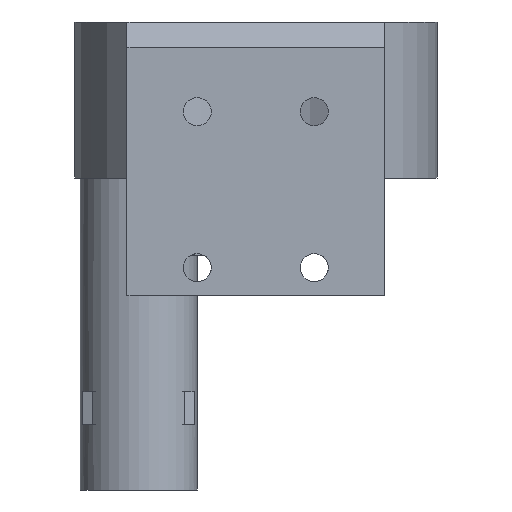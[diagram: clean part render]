
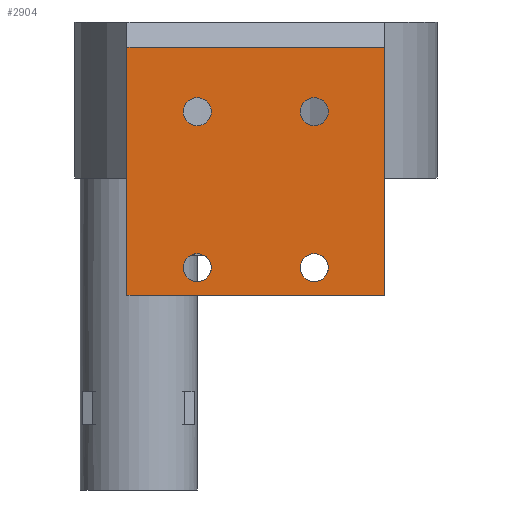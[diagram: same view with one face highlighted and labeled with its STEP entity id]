
A CAD part, front view. The second image highlights one B-rep face of the part: STEP entity #2904.
In plain terms, the highlighted planar face has unit normal (0, -1, 0).
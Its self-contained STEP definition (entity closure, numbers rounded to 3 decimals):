
#58 = ORIENTED_EDGE ( 'NONE', *, *, #2100, .F. ) ;
#59 = ORIENTED_EDGE ( 'NONE', *, *, #1998, .F. ) ;
#60 = ORIENTED_EDGE ( 'NONE', *, *, #2102, .F. ) ;
#61 = ORIENTED_EDGE ( 'NONE', *, *, #2021, .F. ) ;
#62 = ORIENTED_EDGE ( 'NONE', *, *, #2103, .T. ) ;
#63 = ORIENTED_EDGE ( 'NONE', *, *, #2010, .T. ) ;
#64 = ORIENTED_EDGE ( 'NONE', *, *, #2104, .T. ) ;
#65 = ORIENTED_EDGE ( 'NONE', *, *, #2037, .T. ) ;
#66 = ORIENTED_EDGE ( 'NONE', *, *, #1963, .T. ) ;
#67 = ORIENTED_EDGE ( 'NONE', *, *, #2106, .T. ) ;
#68 = ORIENTED_EDGE ( 'NONE', *, *, #333, .T. ) ;
#69 = ORIENTED_EDGE ( 'NONE', *, *, #2098, .T. ) ;
#333 = EDGE_CURVE ( 'NONE', #443, #546, #631, .T. ) ;
#392 = AXIS2_PLACEMENT_3D ( 'NONE', #1866, #1868, #1869 ) ;
#395 = AXIS2_PLACEMENT_3D ( 'NONE', #2017, #2018, #2020 ) ;
#396 = AXIS2_PLACEMENT_3D ( 'NONE', #2039, #2041, #2043 ) ;
#401 = AXIS2_PLACEMENT_3D ( 'NONE', #2177, #2178, #2179 ) ;
#437 = VERTEX_POINT ( 'NONE', #893 ) ;
#443 = VERTEX_POINT ( 'NONE', #903 ) ;
#452 = VERTEX_POINT ( 'NONE', #912 ) ;
#463 = VERTEX_POINT ( 'NONE', #923 ) ;
#473 = VERTEX_POINT ( 'NONE', #933 ) ;
#474 = VERTEX_POINT ( 'NONE', #934 ) ;
#492 = VERTEX_POINT ( 'NONE', #952 ) ;
#496 = VERTEX_POINT ( 'NONE', #956 ) ;
#533 = VERTEX_POINT ( 'NONE', #993 ) ;
#538 = VERTEX_POINT ( 'NONE', #998 ) ;
#546 = VERTEX_POINT ( 'NONE', #1006 ) ;
#572 = VERTEX_POINT ( 'NONE', #1032 ) ;
#631 = LINE ( 'NONE', #866, #639 ) ;
#639 = VECTOR ( 'NONE', #875, 1000. ) ;
#723 = EDGE_LOOP ( 'NONE', ( #60, #61 ) ) ;
#866 = CARTESIAN_POINT ( 'NONE',  ( -16.5, 0., -13.5 ) ) ;
#875 = DIRECTION ( 'NONE',  ( 0., 0., -1. ) ) ;
#893 = CARTESIAN_POINT ( 'NONE',  ( 7.5, 0., -8.2 ) ) ;
#903 = CARTESIAN_POINT ( 'NONE',  ( -16.5, 0., 18.248 ) ) ;
#912 = CARTESIAN_POINT ( 'NONE',  ( 7.5, 0., 11.8 ) ) ;
#923 = CARTESIAN_POINT ( 'NONE',  ( -7.5, 0., 11.8 ) ) ;
#933 = CARTESIAN_POINT ( 'NONE',  ( -7.5, 0., 8.2 ) ) ;
#934 = CARTESIAN_POINT ( 'NONE',  ( 7.5, 0., -11.8 ) ) ;
#952 = CARTESIAN_POINT ( 'NONE',  ( -7.5, 0., -11.8 ) ) ;
#956 = CARTESIAN_POINT ( 'NONE',  ( -7.5, 0., -8.2 ) ) ;
#993 = CARTESIAN_POINT ( 'NONE',  ( 16.5, 0., 18.248 ) ) ;
#998 = CARTESIAN_POINT ( 'NONE',  ( 7.5, 0., 8.2 ) ) ;
#1006 = CARTESIAN_POINT ( 'NONE',  ( -16.5, 0., -13.5 ) ) ;
#1032 = CARTESIAN_POINT ( 'NONE',  ( 16.5, 0., -13.5 ) ) ;
#1425 = LINE ( 'NONE', #1755, #1428 ) ;
#1428 = VECTOR ( 'NONE', #1756, 1000. ) ;
#1447 = CIRCLE ( 'NONE', #392, 1.8 ) ;
#1455 = CIRCLE ( 'NONE', #395, 1.8 ) ;
#1464 = CIRCLE ( 'NONE', #396, 1.8 ) ;
#1477 = CIRCLE ( 'NONE', #401, 1.8 ) ;
#1517 = LINE ( 'NONE', #2237, #1520 ) ;
#1519 = CIRCLE ( 'NONE', #2375, 1.8 ) ;
#1520 = VECTOR ( 'NONE', #2238, 1000. ) ;
#1521 = CIRCLE ( 'NONE', #2376, 1.8 ) ;
#1522 = CIRCLE ( 'NONE', #2377, 1.8 ) ;
#1523 = CIRCLE ( 'NONE', #2378, 1.8 ) ;
#1524 = LINE ( 'NONE', #2245, #1526 ) ;
#1526 = VECTOR ( 'NONE', #2246, 1000. ) ;
#1674 = FACE_OUTER_BOUND ( 'NONE', #2779, .T. ) ;
#1677 = FACE_BOUND ( 'NONE', #2806, .T. ) ;
#1678 = FACE_BOUND ( 'NONE', #2813, .T. ) ;
#1679 = FACE_BOUND ( 'NONE', #2799, .T. ) ;
#1680 = FACE_BOUND ( 'NONE', #723, .T. ) ;
#1755 = CARTESIAN_POINT ( 'NONE',  ( 16.5, 0., 21.5 ) ) ;
#1756 = DIRECTION ( 'NONE',  ( 0., 0., 1. ) ) ;
#1866 = CARTESIAN_POINT ( 'NONE',  ( -7.5, 0., -10. ) ) ;
#1868 = DIRECTION ( 'NONE',  ( 0., -1., 0. ) ) ;
#1869 = DIRECTION ( 'NONE',  ( 0., 0., -1. ) ) ;
#1963 = EDGE_CURVE ( 'NONE', #572, #533, #1425, .T. ) ;
#1998 = EDGE_CURVE ( 'NONE', #496, #492, #1447, .T. ) ;
#2010 = EDGE_CURVE ( 'NONE', #538, #452, #1455, .T. ) ;
#2017 = CARTESIAN_POINT ( 'NONE',  ( 7.5, 0., 10. ) ) ;
#2018 = DIRECTION ( 'NONE',  ( 0., 1., 0. ) ) ;
#2020 = DIRECTION ( 'NONE',  ( 0., 0., 1. ) ) ;
#2021 = EDGE_CURVE ( 'NONE', #437, #474, #1464, .T. ) ;
#2037 = EDGE_CURVE ( 'NONE', #473, #463, #1477, .T. ) ;
#2039 = CARTESIAN_POINT ( 'NONE',  ( 7.5, 0., -10. ) ) ;
#2041 = DIRECTION ( 'NONE',  ( 0., -1., 0. ) ) ;
#2043 = DIRECTION ( 'NONE',  ( 0., 0., -1. ) ) ;
#2098 = EDGE_CURVE ( 'NONE', #546, #572, #1517, .T. ) ;
#2100 = EDGE_CURVE ( 'NONE', #492, #496, #1519, .T. ) ;
#2102 = EDGE_CURVE ( 'NONE', #474, #437, #1521, .T. ) ;
#2103 = EDGE_CURVE ( 'NONE', #452, #538, #1522, .T. ) ;
#2104 = EDGE_CURVE ( 'NONE', #463, #473, #1523, .T. ) ;
#2106 = EDGE_CURVE ( 'NONE', #533, #443, #1524, .T. ) ;
#2177 = CARTESIAN_POINT ( 'NONE',  ( -7.5, 0., 10. ) ) ;
#2178 = DIRECTION ( 'NONE',  ( 0., 1., 0. ) ) ;
#2179 = DIRECTION ( 'NONE',  ( 0., 0., 1. ) ) ;
#2237 = CARTESIAN_POINT ( 'NONE',  ( 16.5, 0., -13.5 ) ) ;
#2238 = DIRECTION ( 'NONE',  ( 1., 0., 0. ) ) ;
#2239 = CARTESIAN_POINT ( 'NONE',  ( -7.5, 0., -10. ) ) ;
#2240 = DIRECTION ( 'NONE',  ( 0., -1., 0. ) ) ;
#2241 = DIRECTION ( 'NONE',  ( 0., 0., -1. ) ) ;
#2242 = CARTESIAN_POINT ( 'NONE',  ( 7.5, 0., -10. ) ) ;
#2243 = DIRECTION ( 'NONE',  ( 0., -1., 0. ) ) ;
#2244 = DIRECTION ( 'NONE',  ( 0., 0., -1. ) ) ;
#2245 = CARTESIAN_POINT ( 'NONE',  ( -16.5, 0., 18.248 ) ) ;
#2246 = DIRECTION ( 'NONE',  ( -1., 0., 0. ) ) ;
#2247 = CARTESIAN_POINT ( 'NONE',  ( 7.5, 0., 10. ) ) ;
#2248 = DIRECTION ( 'NONE',  ( 0., 1., 0. ) ) ;
#2249 = DIRECTION ( 'NONE',  ( 0., 0., 1. ) ) ;
#2250 = CARTESIAN_POINT ( 'NONE',  ( -7.5, 0., 10. ) ) ;
#2251 = DIRECTION ( 'NONE',  ( 0., 1., 0. ) ) ;
#2252 = DIRECTION ( 'NONE',  ( 0., 0., 1. ) ) ;
#2375 = AXIS2_PLACEMENT_3D ( 'NONE', #2239, #2240, #2241 ) ;
#2376 = AXIS2_PLACEMENT_3D ( 'NONE', #2242, #2243, #2244 ) ;
#2377 = AXIS2_PLACEMENT_3D ( 'NONE', #2247, #2248, #2249 ) ;
#2378 = AXIS2_PLACEMENT_3D ( 'NONE', #2250, #2251, #2252 ) ;
#2454 = AXIS2_PLACEMENT_3D ( 'NONE', #2639, #2635, #2641 ) ;
#2635 = DIRECTION ( 'NONE',  ( 0., 1., 0. ) ) ;
#2638 = PLANE ( 'NONE',  #2454 ) ;
#2639 = CARTESIAN_POINT ( 'NONE',  ( 0., 0., 0. ) ) ;
#2641 = DIRECTION ( 'NONE',  ( 0., 0., 1. ) ) ;
#2779 = EDGE_LOOP ( 'NONE', ( #66, #67, #68, #69 ) ) ;
#2799 = EDGE_LOOP ( 'NONE', ( #64, #65 ) ) ;
#2806 = EDGE_LOOP ( 'NONE', ( #62, #63 ) ) ;
#2813 = EDGE_LOOP ( 'NONE', ( #58, #59 ) ) ;
#2904 = ADVANCED_FACE ( 'NONE', ( #1678, #1680, #1677, #1679, #1674 ), #2638, .F. ) ;
